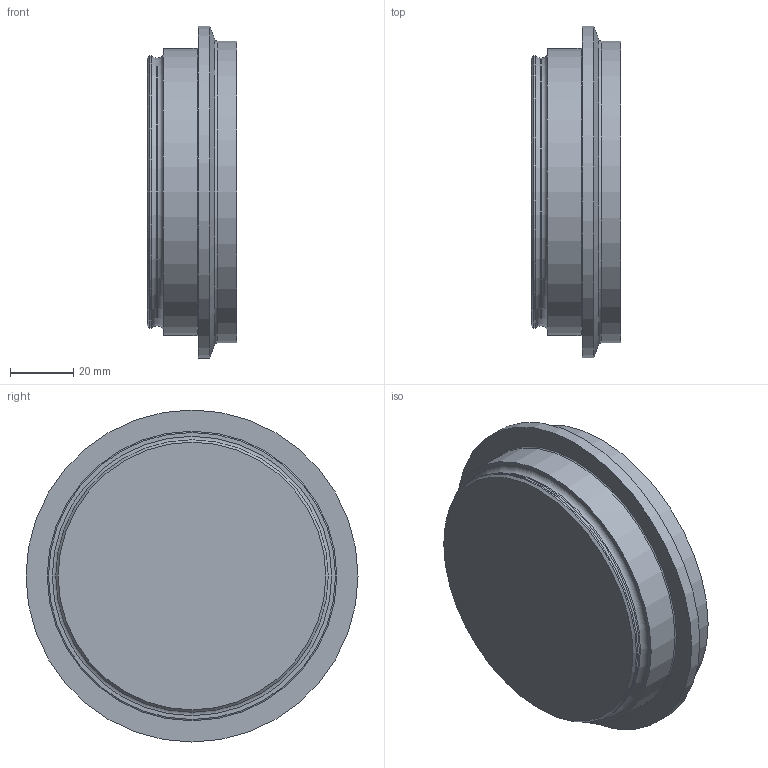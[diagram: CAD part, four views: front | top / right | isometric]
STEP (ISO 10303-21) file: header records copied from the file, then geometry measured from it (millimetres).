
FILE_DESCRIPTION(/* description */ (''),/* implementation_level */ '2;1');
FILE_NAME(/* name */ '106069.STEP',/* time_stamp */ '2021-04-28T10:13:46-05:00',/* author */ ('FA67NH'),/* organization */ (''),/* preprocessor_version */ 'ST-DEVELOPER v18.1',/* originating_system */ 'Autodesk Inventor 2020',/* authorisation */ '');
FILE_SCHEMA (('AUTOMOTIVE_DESIGN { 1 0 10303 214 3 1 1 }'));
Length unit declared in the file: inch
Products named in the file (1): 106069
Bounding box: 28.09 x 104.75 x 104.75 mm (x, y, z)
Volume: 192242.5 mm3; surface area: 24840.1 mm2
Topology: 1 solids, 1 shells, 15 faces, 45 edges, 34 vertices
Faces by surface type: cylinder 5, plane 4, torus 4, cone 2
Full cylindrical faces by diameter (mm): 84.557 x1, 85.954 x1, 90.576 x1, 95.25 x1, 104.75 x1
Entity records: 596 total; most frequent: DIRECTION 115, CARTESIAN_POINT 95, ORIENTED_EDGE 90, AXIS2_PLACEMENT_3D 54, EDGE_CURVE 45, CIRCLE 38, VERTEX_POINT 34, EDGE_LOOP 17
